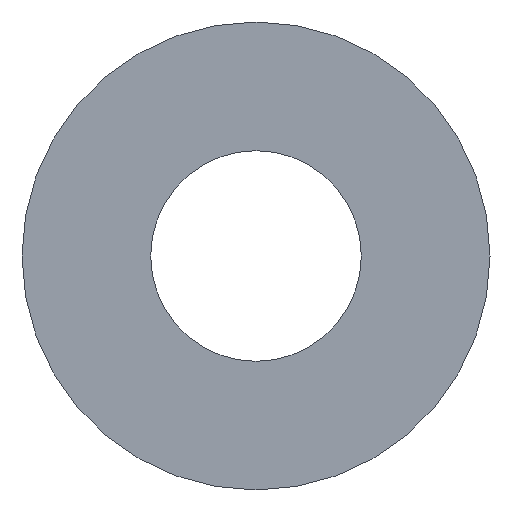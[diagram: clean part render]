
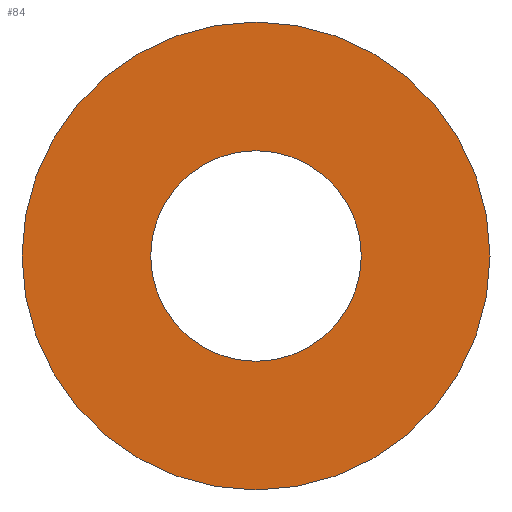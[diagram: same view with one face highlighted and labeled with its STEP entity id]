
A CAD part, front view. The second image highlights one B-rep face of the part: STEP entity #84.
In plain terms, the highlighted planar face has unit normal (0, -1, 0).
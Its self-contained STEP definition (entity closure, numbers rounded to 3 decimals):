
#16=FACE_BOUND('',#28,.T.);
#18=PLANE('',#98);
#22=FACE_OUTER_BOUND('',#27,.T.);
#27=EDGE_LOOP('',(#75,#76));
#28=EDGE_LOOP('',(#77,#78));
#35=CIRCLE('',#90,1.35);
#36=CIRCLE('',#91,1.35);
#39=CIRCLE('',#95,3.);
#40=CIRCLE('',#96,3.);
#43=VERTEX_POINT('',#133);
#44=VERTEX_POINT('',#135);
#47=VERTEX_POINT('',#143);
#48=VERTEX_POINT('',#145);
#52=EDGE_CURVE('',#44,#43,#35,.T.);
#53=EDGE_CURVE('',#43,#44,#36,.T.);
#57=EDGE_CURVE('',#47,#48,#39,.T.);
#58=EDGE_CURVE('',#48,#47,#40,.T.);
#75=ORIENTED_EDGE('',*,*,#58,.F.);
#76=ORIENTED_EDGE('',*,*,#57,.F.);
#77=ORIENTED_EDGE('',*,*,#52,.T.);
#78=ORIENTED_EDGE('',*,*,#53,.T.);
#84=ADVANCED_FACE('',(#22,#16),#18,.F.);
#90=AXIS2_PLACEMENT_3D('',#136,#108,#109);
#91=AXIS2_PLACEMENT_3D('',#137,#110,#111);
#95=AXIS2_PLACEMENT_3D('',#146,#119,#120);
#96=AXIS2_PLACEMENT_3D('',#147,#121,#122);
#98=AXIS2_PLACEMENT_3D('',#149,#125,#126);
#108=DIRECTION('center_axis',(0.,1.,0.));
#109=DIRECTION('ref_axis',(1.,0.,0.));
#110=DIRECTION('center_axis',(0.,1.,0.));
#111=DIRECTION('ref_axis',(1.,0.,0.));
#119=DIRECTION('center_axis',(0.,1.,0.));
#120=DIRECTION('ref_axis',(1.,0.,0.));
#121=DIRECTION('center_axis',(0.,1.,0.));
#122=DIRECTION('ref_axis',(1.,0.,0.));
#125=DIRECTION('center_axis',(0.,1.,0.));
#126=DIRECTION('ref_axis',(1.,0.,0.));
#133=CARTESIAN_POINT('',(20.476,-13.19,45.09));
#135=CARTESIAN_POINT('',(23.176,-13.19,45.09));
#136=CARTESIAN_POINT('Origin',(21.826,-13.19,45.09));
#137=CARTESIAN_POINT('Origin',(21.826,-13.19,45.09));
#143=CARTESIAN_POINT('',(18.826,-13.19,45.09));
#145=CARTESIAN_POINT('',(24.826,-13.19,45.09));
#146=CARTESIAN_POINT('Origin',(21.826,-13.19,45.09));
#147=CARTESIAN_POINT('Origin',(21.826,-13.19,45.09));
#149=CARTESIAN_POINT('Origin',(21.826,-13.19,45.09));
